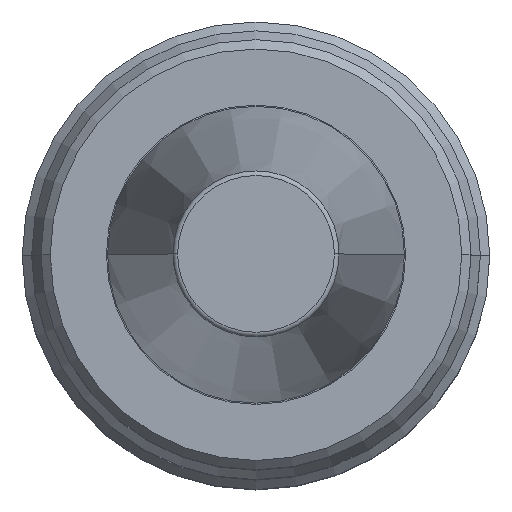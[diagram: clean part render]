
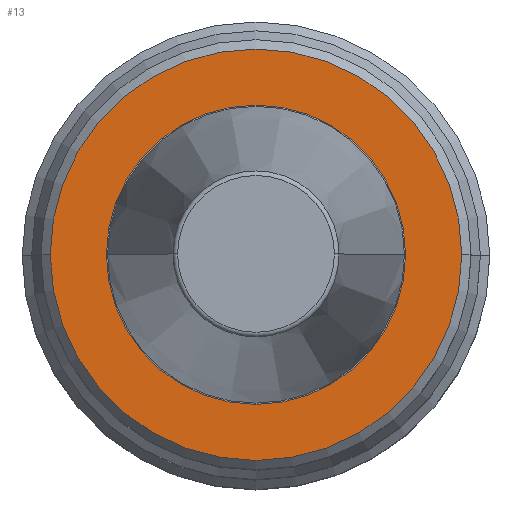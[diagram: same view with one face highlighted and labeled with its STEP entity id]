
A CAD part, top view. The second image highlights one B-rep face of the part: STEP entity #13.
In plain terms, the highlighted planar face has unit normal (0, 0, 1).
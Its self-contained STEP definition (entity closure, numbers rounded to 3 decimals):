
#13 = ADVANCED_FACE ( 'NONE', ( #1216, #584 ), #442, .F. ) ;
#42 = CARTESIAN_POINT ( 'NONE',  ( 0., 22., -2.15 ) ) ;
#81 = DIRECTION ( 'NONE',  ( 1., 0., 0. ) ) ;
#87 = CIRCLE ( 'NONE', #320, 22. ) ;
#99 = DIRECTION ( 'NONE',  ( 1., 0., 0. ) ) ;
#110 = VERTEX_POINT ( 'NONE', #451 ) ;
#157 = DIRECTION ( 'NONE',  ( 0., 0., 1. ) ) ;
#161 = DIRECTION ( 'NONE',  ( 1., 0., 0. ) ) ;
#174 = EDGE_CURVE ( 'NONE', #1003, #868, #564, .T. ) ;
#254 = CARTESIAN_POINT ( 'NONE',  ( 0., 0., -2.15 ) ) ;
#318 = DIRECTION ( 'NONE',  ( 0., 0., 1. ) ) ;
#320 = AXIS2_PLACEMENT_3D ( 'NONE', #254, #157, #81 ) ;
#328 = AXIS2_PLACEMENT_3D ( 'NONE', #963, #318, #161 ) ;
#360 = DIRECTION ( 'NONE',  ( 0., 0., -1. ) ) ;
#442 = PLANE ( 'NONE',  #747 ) ;
#451 = CARTESIAN_POINT ( 'NONE',  ( -22., 0., -2.15 ) ) ;
#453 = CARTESIAN_POINT ( 'NONE',  ( 22., 0., -2.15 ) ) ;
#564 = CIRCLE ( 'NONE', #328, 16. ) ;
#584 = FACE_OUTER_BOUND ( 'NONE', #1195, .T. ) ;
#613 = ORIENTED_EDGE ( 'NONE', *, *, #683, .F. ) ;
#621 = EDGE_CURVE ( 'NONE', #771, #110, #87, .T. ) ;
#655 = EDGE_LOOP ( 'NONE', ( #1121, #613 ) ) ;
#683 = EDGE_CURVE ( 'NONE', #868, #1003, #894, .T. ) ;
#709 = DIRECTION ( 'NONE',  ( 0., 0., 1. ) ) ;
#720 = DIRECTION ( 'NONE',  ( 1., 0., 0. ) ) ;
#747 = AXIS2_PLACEMENT_3D ( 'NONE', #42, #360, #952 ) ;
#771 = VERTEX_POINT ( 'NONE', #453 ) ;
#785 = EDGE_CURVE ( 'NONE', #110, #771, #1013, .T. ) ;
#848 = ORIENTED_EDGE ( 'NONE', *, *, #785, .T. ) ;
#866 = DIRECTION ( 'NONE',  ( 0., 0., 1. ) ) ;
#868 = VERTEX_POINT ( 'NONE', #1072 ) ;
#894 = CIRCLE ( 'NONE', #1063, 16. ) ;
#946 = CARTESIAN_POINT ( 'NONE',  ( 0., 0., -2.15 ) ) ;
#952 = DIRECTION ( 'NONE',  ( -1., 0., 0. ) ) ;
#963 = CARTESIAN_POINT ( 'NONE',  ( 0., 0., -2.15 ) ) ;
#1003 = VERTEX_POINT ( 'NONE', #1082 ) ;
#1013 = CIRCLE ( 'NONE', #1099, 22. ) ;
#1063 = AXIS2_PLACEMENT_3D ( 'NONE', #946, #709, #99 ) ;
#1065 = CARTESIAN_POINT ( 'NONE',  ( 0., 0., -2.15 ) ) ;
#1072 = CARTESIAN_POINT ( 'NONE',  ( -16., 0., -2.15 ) ) ;
#1075 = ORIENTED_EDGE ( 'NONE', *, *, #621, .T. ) ;
#1082 = CARTESIAN_POINT ( 'NONE',  ( 16., 0., -2.15 ) ) ;
#1099 = AXIS2_PLACEMENT_3D ( 'NONE', #1065, #866, #720 ) ;
#1121 = ORIENTED_EDGE ( 'NONE', *, *, #174, .F. ) ;
#1195 = EDGE_LOOP ( 'NONE', ( #848, #1075 ) ) ;
#1216 = FACE_BOUND ( 'NONE', #655, .T. ) ;
